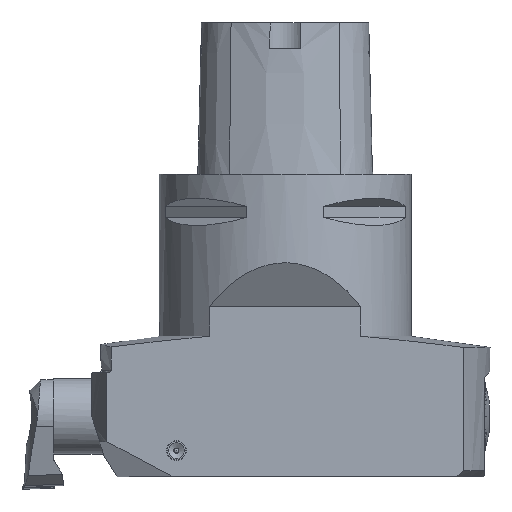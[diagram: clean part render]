
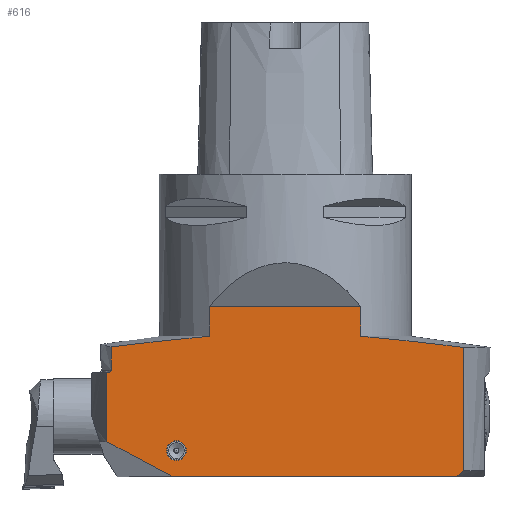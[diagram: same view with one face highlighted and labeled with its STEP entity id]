
A CAD part, front view. The second image highlights one B-rep face of the part: STEP entity #616.
In plain terms, the highlighted planar face has unit normal (0, -1, 0).
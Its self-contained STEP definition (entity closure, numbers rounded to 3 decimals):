
#355=B_SPLINE_CURVE_WITH_KNOTS('',3,(#9795,#9796,#9797,#9798),.UNSPECIFIED.,
 .F.,.F.,(4,4),(0.,1.),.UNSPECIFIED.);
#356=B_SPLINE_CURVE_WITH_KNOTS('',3,(#9801,#9802,#9803,#9804),.UNSPECIFIED.,
 .F.,.F.,(4,4),(0.,1.),.UNSPECIFIED.);
#357=B_SPLINE_CURVE_WITH_KNOTS('',3,(#9808,#9809,#9810,#9811,#9812,#9813,
#9814,#9815,#9816,#9817,#9818,#9819,#9820,#9821,#9822,#9823),.UNSPECIFIED.,
 .F.,.F.,(4,3,3,3,3,4),(0.,0.21,0.419,0.63,
0.846,1.),.UNSPECIFIED.);
#358=B_SPLINE_CURVE_WITH_KNOTS('',3,(#9833,#9834,#9835,#9836),.UNSPECIFIED.,
 .F.,.F.,(4,4),(0.,1.),.UNSPECIFIED.);
#482=FACE_BOUND('',#1640,.T.);
#483=FACE_BOUND('',#1641,.T.);
#616=ADVANCED_FACE('',(#482,#483),#993,.F.);
#993=PLANE('',#7322);
#1640=EDGE_LOOP('',(#2254,#2255,#2256,#2257,#2258,#2259,#2260,#2261,#2262,
#2263,#2264,#2265,#2266,#2267,#2268));
#1641=EDGE_LOOP('',(#2269));
#2069=CIRCLE('',#7321,3.125);
#2254=ORIENTED_EDGE('',*,*,#4907,.T.);
#2255=ORIENTED_EDGE('',*,*,#4880,.F.);
#2256=ORIENTED_EDGE('',*,*,#4901,.T.);
#2257=ORIENTED_EDGE('',*,*,#4908,.F.);
#2258=ORIENTED_EDGE('',*,*,#4905,.T.);
#2259=ORIENTED_EDGE('',*,*,#4878,.F.);
#2260=ORIENTED_EDGE('',*,*,#4909,.T.);
#2261=ORIENTED_EDGE('',*,*,#4910,.T.);
#2262=ORIENTED_EDGE('',*,*,#4911,.T.);
#2263=ORIENTED_EDGE('',*,*,#4912,.T.);
#2264=ORIENTED_EDGE('',*,*,#4913,.F.);
#2265=ORIENTED_EDGE('',*,*,#4914,.F.);
#2266=ORIENTED_EDGE('',*,*,#4915,.T.);
#2267=ORIENTED_EDGE('',*,*,#4916,.F.);
#2268=ORIENTED_EDGE('',*,*,#4917,.F.);
#2269=ORIENTED_EDGE('',*,*,#4918,.T.);
#4205=VERTEX_POINT('',#9736);
#4206=VERTEX_POINT('',#9738);
#4207=VERTEX_POINT('',#9742);
#4208=VERTEX_POINT('',#9743);
#4228=VERTEX_POINT('',#9785);
#4231=VERTEX_POINT('',#9792);
#4232=VERTEX_POINT('',#9799);
#4233=VERTEX_POINT('',#9805);
#4234=VERTEX_POINT('',#9807);
#4235=VERTEX_POINT('',#9824);
#4236=VERTEX_POINT('',#9826);
#4237=VERTEX_POINT('',#9828);
#4238=VERTEX_POINT('',#9830);
#4239=VERTEX_POINT('',#9832);
#4240=VERTEX_POINT('',#9837);
#4241=VERTEX_POINT('',#9840);
#4878=EDGE_CURVE('',#4205,#4206,#5868,.T.);
#4880=EDGE_CURVE('',#4207,#4208,#5869,.T.);
#4901=EDGE_CURVE('',#4207,#4228,#5879,.T.);
#4905=EDGE_CURVE('',#4231,#4206,#5882,.T.);
#4907=EDGE_CURVE('',#4232,#4208,#355,.T.);
#4908=EDGE_CURVE('',#4231,#4228,#5883,.T.);
#4909=EDGE_CURVE('',#4205,#4233,#356,.T.);
#4910=EDGE_CURVE('',#4233,#4234,#5884,.T.);
#4911=EDGE_CURVE('',#4234,#4235,#357,.T.);
#4912=EDGE_CURVE('',#4235,#4236,#5885,.T.);
#4913=EDGE_CURVE('',#4237,#4236,#5886,.T.);
#4914=EDGE_CURVE('',#4238,#4237,#5887,.T.);
#4915=EDGE_CURVE('',#4238,#4239,#5888,.T.);
#4916=EDGE_CURVE('',#4240,#4239,#358,.T.);
#4917=EDGE_CURVE('',#4232,#4240,#5889,.T.);
#4918=EDGE_CURVE('',#4241,#4241,#2069,.T.);
#5868=LINE('',#9737,#6584);
#5869=LINE('',#9741,#6585);
#5879=LINE('',#9784,#6595);
#5882=LINE('',#9791,#6598);
#5883=LINE('',#9800,#6599);
#5884=LINE('',#9806,#6600);
#5885=LINE('',#9825,#6601);
#5886=LINE('',#9827,#6602);
#5887=LINE('',#9829,#6603);
#5888=LINE('',#9831,#6604);
#5889=LINE('',#9838,#6605);
#6584=VECTOR('',#7877,1.);
#6585=VECTOR('',#7882,1.);
#6595=VECTOR('',#7916,1.);
#6598=VECTOR('',#7921,1.);
#6599=VECTOR('',#7926,1.);
#6600=VECTOR('',#7927,1.);
#6601=VECTOR('',#7928,1.);
#6602=VECTOR('',#7929,1.);
#6603=VECTOR('',#7930,1.);
#6604=VECTOR('',#7931,1.);
#6605=VECTOR('',#7932,1.);
#7321=AXIS2_PLACEMENT_3D('',#9839,#7933,#7934);
#7322=AXIS2_PLACEMENT_3D('',#9841,#7935,#7936);
#7877=DIRECTION('',(-1.,0.,0.));
#7882=DIRECTION('',(-1.,0.,0.));
#7916=DIRECTION('',(0.,0.,1.));
#7921=DIRECTION('',(0.,0.,-1.));
#7926=DIRECTION('',(1.,0.,0.));
#7927=DIRECTION('',(0.,0.,-1.));
#7928=DIRECTION('',(-1.,0.,0.));
#7929=DIRECTION('',(0.,0.,1.));
#7930=DIRECTION('',(-0.883,0.,0.469));
#7931=DIRECTION('',(1.,0.,0.));
#7932=DIRECTION('',(0.,0.,-1.));
#7933=DIRECTION('',(0.,1.,0.));
#7934=DIRECTION('',(0.,0.,-1.));
#7935=DIRECTION('',(0.,1.,0.));
#7936=DIRECTION('',(0.,0.,1.));
#9736=CARTESIAN_POINT('',(-23.987,-32.,-51.487));
#9737=CARTESIAN_POINT('',(-49.991,-32.,-51.487));
#9738=CARTESIAN_POINT('',(-24.,-32.,-51.487));
#9741=CARTESIAN_POINT('',(0.,-32.,-51.487));
#9742=CARTESIAN_POINT('',(24.,-32.,-51.487));
#9743=CARTESIAN_POINT('',(23.987,-32.,-51.487));
#9784=CARTESIAN_POINT('',(24.,-32.,0.));
#9785=CARTESIAN_POINT('',(24.,-32.,-42.));
#9791=CARTESIAN_POINT('',(-24.,-32.,0.));
#9792=CARTESIAN_POINT('',(-24.,-32.,-42.));
#9795=CARTESIAN_POINT('',(56.566,-32.,-55.));
#9796=CARTESIAN_POINT('',(45.723,-32.,-53.674));
#9797=CARTESIAN_POINT('',(34.874,-32.,-52.405));
#9798=CARTESIAN_POINT('',(23.987,-32.,-51.487));
#9799=CARTESIAN_POINT('',(56.566,-32.,-55.));
#9800=CARTESIAN_POINT('',(-49.991,-32.,-42.));
#9801=CARTESIAN_POINT('',(-23.987,-32.,-51.487));
#9802=CARTESIAN_POINT('',(-34.436,-32.,-52.368));
#9803=CARTESIAN_POINT('',(-44.849,-32.,-53.575));
#9804=CARTESIAN_POINT('',(-55.257,-32.,-54.84));
#9805=CARTESIAN_POINT('',(-55.257,-32.,-54.84));
#9806=CARTESIAN_POINT('',(-55.257,-32.,-53.));
#9807=CARTESIAN_POINT('',(-55.257,-32.,-62.2));
#9808=CARTESIAN_POINT('',(-55.257,-32.,-62.2));
#9809=CARTESIAN_POINT('',(-55.257,-32.,-62.288));
#9810=CARTESIAN_POINT('',(-55.272,-32.,-62.378));
#9811=CARTESIAN_POINT('',(-55.301,-32.,-62.461));
#9812=CARTESIAN_POINT('',(-55.33,-32.,-62.544));
#9813=CARTESIAN_POINT('',(-55.374,-32.,-62.623));
#9814=CARTESIAN_POINT('',(-55.429,-32.,-62.692));
#9815=CARTESIAN_POINT('',(-55.485,-32.,-62.762));
#9816=CARTESIAN_POINT('',(-55.553,-32.,-62.823));
#9817=CARTESIAN_POINT('',(-55.628,-32.,-62.871));
#9818=CARTESIAN_POINT('',(-55.704,-32.,-62.919));
#9819=CARTESIAN_POINT('',(-55.79,-32.,-62.956));
#9820=CARTESIAN_POINT('',(-55.878,-32.,-62.977));
#9821=CARTESIAN_POINT('',(-55.942,-32.,-62.992));
#9822=CARTESIAN_POINT('',(-56.008,-32.,-63.));
#9823=CARTESIAN_POINT('',(-56.073,-32.,-63.));
#9824=CARTESIAN_POINT('',(-56.073,-32.,-63.));
#9825=CARTESIAN_POINT('',(-64.99,-32.,-63.));
#9826=CARTESIAN_POINT('',(-56.575,-32.005,-63.));
#9827=CARTESIAN_POINT('',(-56.577,-32.,-84.922));
#9828=CARTESIAN_POINT('',(-56.566,-32.,-84.922));
#9829=CARTESIAN_POINT('',(-58.541,-32.,-83.872));
#9830=CARTESIAN_POINT('',(-35.731,-32.,-96.));
#9831=CARTESIAN_POINT('',(-64.99,-32.,-96.));
#9832=CARTESIAN_POINT('',(54.488,-32.,-96.));
#9833=CARTESIAN_POINT('',(56.571,-32.,-94.206));
#9834=CARTESIAN_POINT('',(55.88,-32.,-94.807));
#9835=CARTESIAN_POINT('',(55.187,-32.,-95.407));
#9836=CARTESIAN_POINT('',(54.493,-32.,-96.006));
#9837=CARTESIAN_POINT('',(56.566,-32.,-94.2));
#9838=CARTESIAN_POINT('',(56.577,-32.,-55.));
#9839=CARTESIAN_POINT('',(-34.506,-32.,-87.75));
#9840=CARTESIAN_POINT('',(-34.506,-32.,-90.875));
#9841=CARTESIAN_POINT('',(-49.991,-32.,-96.));
